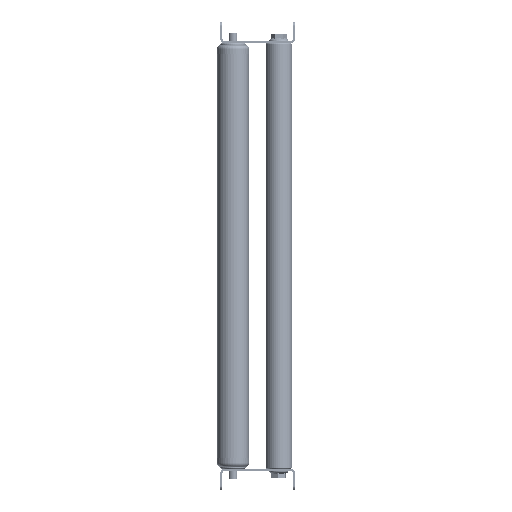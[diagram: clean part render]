
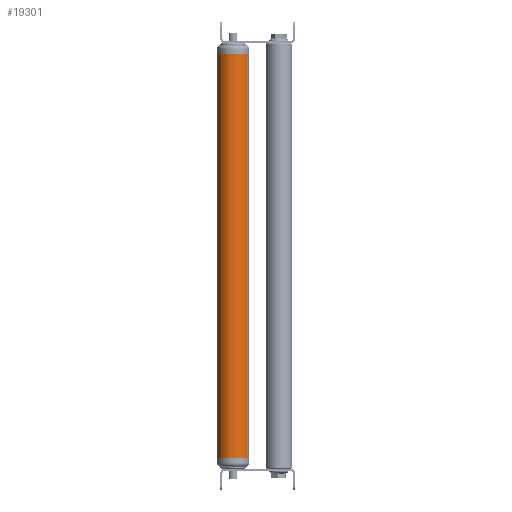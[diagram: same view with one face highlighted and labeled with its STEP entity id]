
A CAD part, left-side view. The second image highlights one B-rep face of the part: STEP entity #19301.
In plain terms, the highlighted cylindrical face has radius 15 mm (diameter 30 mm), a partial arc.
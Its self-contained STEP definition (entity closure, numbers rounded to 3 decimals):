
#232 = EDGE_CURVE ( 'NONE', #24961, #6943, #2407, .T. ) ;
#566 = DIRECTION ( 'NONE',  ( -1., 0., 0. ) ) ;
#861 = DIRECTION ( 'NONE',  ( 0., 0., 1. ) ) ;
#2407 = CIRCLE ( 'NONE', #25192, 15. ) ;
#2665 = CARTESIAN_POINT ( 'NONE',  ( 380., 0., 15. ) ) ;
#3233 = ORIENTED_EDGE ( 'NONE', *, *, #232, .T. ) ;
#4211 = CARTESIAN_POINT ( 'NONE',  ( 380., 0., -15. ) ) ;
#5240 = ORIENTED_EDGE ( 'NONE', *, *, #19635, .F. ) ;
#5667 = FACE_OUTER_BOUND ( 'NONE', #29790, .T. ) ;
#6579 = DIRECTION ( 'NONE',  ( 0., 0., -1. ) ) ;
#6943 = VERTEX_POINT ( 'NONE', #14292 ) ;
#8308 = AXIS2_PLACEMENT_3D ( 'NONE', #20965, #31055, #861 ) ;
#9020 = ORIENTED_EDGE ( 'NONE', *, *, #28800, .T. ) ;
#10184 = ORIENTED_EDGE ( 'NONE', *, *, #24380, .F. ) ;
#10337 = LINE ( 'NONE', #30245, #30031 ) ;
#10824 = CYLINDRICAL_SURFACE ( 'NONE', #8308, 15. ) ;
#13015 = CARTESIAN_POINT ( 'NONE',  ( 380., 0., 15. ) ) ;
#14292 = CARTESIAN_POINT ( 'NONE',  ( 0., 0., -15. ) ) ;
#17209 = DIRECTION ( 'NONE',  ( 0., 0., -1. ) ) ;
#17557 = VERTEX_POINT ( 'NONE', #4211 ) ;
#19301 = ADVANCED_FACE ( 'NONE', ( #5667 ), #10824, .T. ) ;
#19541 = VERTEX_POINT ( 'NONE', #2665 ) ;
#19635 = EDGE_CURVE ( 'NONE', #19541, #17557, #32169, .T. ) ;
#20965 = CARTESIAN_POINT ( 'NONE',  ( 380., 0., 0. ) ) ;
#21059 = AXIS2_PLACEMENT_3D ( 'NONE', #24497, #29799, #17209 ) ;
#22642 = DIRECTION ( 'NONE',  ( -1., 0., 0. ) ) ;
#23309 = LINE ( 'NONE', #13015, #31402 ) ;
#24380 = EDGE_CURVE ( 'NONE', #17557, #6943, #10337, .T. ) ;
#24497 = CARTESIAN_POINT ( 'NONE',  ( 380., 0., 0. ) ) ;
#24961 = VERTEX_POINT ( 'NONE', #31816 ) ;
#25192 = AXIS2_PLACEMENT_3D ( 'NONE', #26672, #32134, #6579 ) ;
#26672 = CARTESIAN_POINT ( 'NONE',  ( 0., 0., 0. ) ) ;
#28800 = EDGE_CURVE ( 'NONE', #19541, #24961, #23309, .T. ) ;
#29790 = EDGE_LOOP ( 'NONE', ( #10184, #5240, #9020, #3233 ) ) ;
#29799 = DIRECTION ( 'NONE',  ( 1., 0., 0. ) ) ;
#30031 = VECTOR ( 'NONE', #22642, 1000. ) ;
#30245 = CARTESIAN_POINT ( 'NONE',  ( 380., 0., -15. ) ) ;
#31055 = DIRECTION ( 'NONE',  ( -1., 0., 0. ) ) ;
#31402 = VECTOR ( 'NONE', #566, 1000. ) ;
#31816 = CARTESIAN_POINT ( 'NONE',  ( 0., 0., 15. ) ) ;
#32134 = DIRECTION ( 'NONE',  ( 1., 0., 0. ) ) ;
#32169 = CIRCLE ( 'NONE', #21059, 15. ) ;
